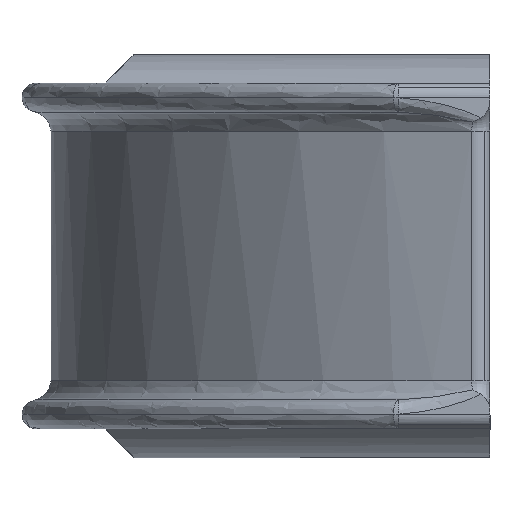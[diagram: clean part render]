
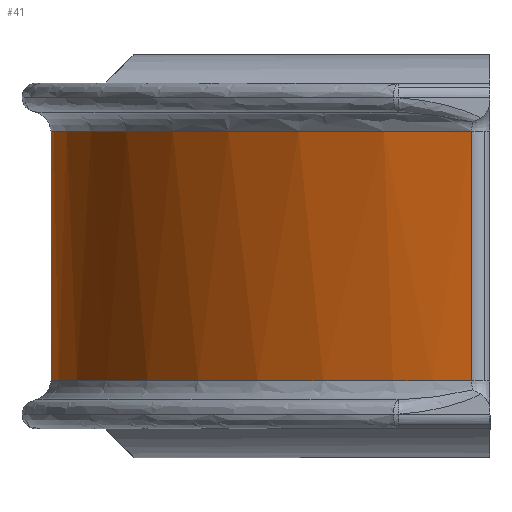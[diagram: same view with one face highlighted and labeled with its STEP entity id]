
A CAD part, left-side view. The second image highlights one B-rep face of the part: STEP entity #41.
In plain terms, the highlighted cylindrical face has radius 59.023 mm (diameter 118.045 mm), a partial arc.
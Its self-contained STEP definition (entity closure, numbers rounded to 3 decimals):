
#41=ADVANCED_FACE('',(#100),#929,.T.);
#100=FACE_OUTER_BOUND('',#159,.T.);
#159=EDGE_LOOP('',(#274,#275,#276,#277));
#274=ORIENTED_EDGE('',*,*,#535,.F.);
#275=ORIENTED_EDGE('',*,*,#555,.T.);
#276=ORIENTED_EDGE('',*,*,#556,.T.);
#277=ORIENTED_EDGE('',*,*,#554,.T.);
#535=EDGE_CURVE('',#829,#830,#735,.T.);
#554=EDGE_CURVE('',#848,#830,#668,.T.);
#555=EDGE_CURVE('',#829,#851,#669,.T.);
#556=EDGE_CURVE('',#851,#848,#751,.T.);
#668=(
BOUNDED_CURVE()
B_SPLINE_CURVE(2,(#9902,#9903,#9904,#9905,#9906),.UNSPECIFIED.,.F.,.F.)
B_SPLINE_CURVE_WITH_KNOTS((3,2,3),(-6.089,-3.045,
0.),.UNSPECIFIED.)
CURVE()
GEOMETRIC_REPRESENTATION_ITEM()
RATIONAL_B_SPLINE_CURVE((1.,0.793,1.,0.793,1.))
REPRESENTATION_ITEM('')
);
#669=(
BOUNDED_CURVE()
B_SPLINE_CURVE(2,(#9907,#9908,#9909,#9910,#9911),.UNSPECIFIED.,.F.,.F.)
B_SPLINE_CURVE_WITH_KNOTS((3,2,3),(0.,3.045,6.089),
 .UNSPECIFIED.)
CURVE()
GEOMETRIC_REPRESENTATION_ITEM()
RATIONAL_B_SPLINE_CURVE((1.,0.793,1.,0.793,1.))
REPRESENTATION_ITEM('')
);
#735=B_SPLINE_CURVE_WITH_KNOTS('',1,(#9809,#9810),.UNSPECIFIED.,.F.,.F.,
(2,2),(0.,1.024),.UNSPECIFIED.);
#751=B_SPLINE_CURVE_WITH_KNOTS('',1,(#9912,#9913),.UNSPECIFIED.,.F.,.F.,
(2,2),(0.,1.024),.UNSPECIFIED.);
#829=VERTEX_POINT('',#9665);
#830=VERTEX_POINT('',#9666);
#848=VERTEX_POINT('',#9684);
#851=VERTEX_POINT('',#9687);
#929=CYLINDRICAL_SURFACE('',#978,59.023);
#978=AXIS2_PLACEMENT_3D('',#9009,#1017,$);
#1017=DIRECTION('',(0.,0.,-1.));
#9009=CARTESIAN_POINT('',(60.,-13.32,103.215));
#9665=CARTESIAN_POINT('',(2.97,1.886,116.215));
#9666=CARTESIAN_POINT('',(2.97,1.886,90.215));
#9684=CARTESIAN_POINT('',(117.03,1.886,90.215));
#9687=CARTESIAN_POINT('',(117.03,1.886,116.215));
#9809=CARTESIAN_POINT('',(2.97,1.886,116.215));
#9810=CARTESIAN_POINT('',(2.97,1.886,90.215));
#9902=CARTESIAN_POINT('',(117.03,1.886,90.215));
#9903=CARTESIAN_POINT('',(105.347,45.703,90.215));
#9904=CARTESIAN_POINT('',(60.,45.703,90.215));
#9905=CARTESIAN_POINT('',(14.653,45.703,90.215));
#9906=CARTESIAN_POINT('',(2.97,1.886,90.215));
#9907=CARTESIAN_POINT('',(2.97,1.886,116.215));
#9908=CARTESIAN_POINT('',(14.653,45.703,116.215));
#9909=CARTESIAN_POINT('',(60.,45.703,116.215));
#9910=CARTESIAN_POINT('',(105.347,45.703,116.215));
#9911=CARTESIAN_POINT('',(117.03,1.886,116.215));
#9912=CARTESIAN_POINT('',(117.03,1.886,116.215));
#9913=CARTESIAN_POINT('',(117.03,1.886,90.215));
